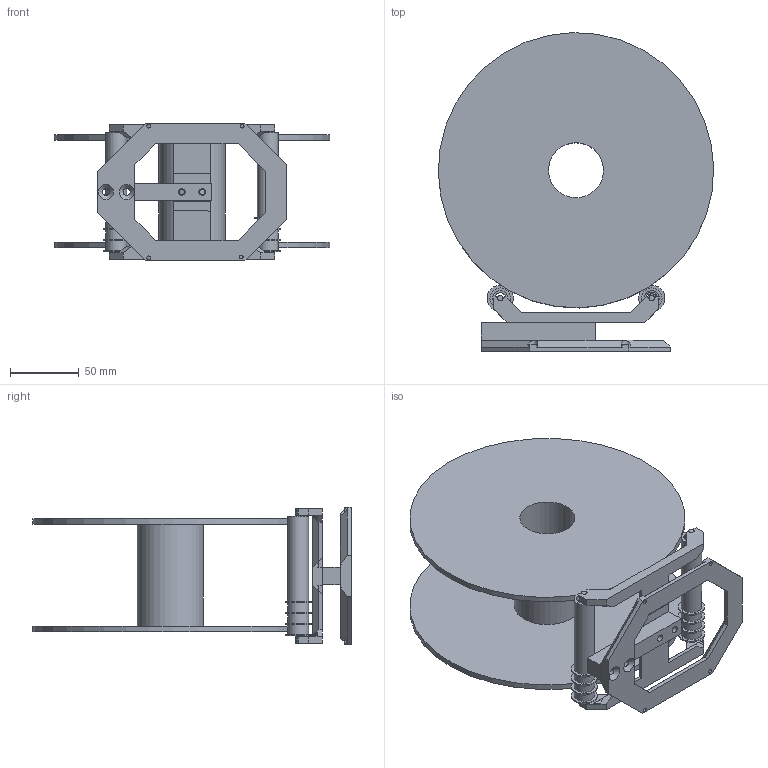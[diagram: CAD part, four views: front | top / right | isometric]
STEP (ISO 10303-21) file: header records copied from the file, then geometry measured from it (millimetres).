
FILE_DESCRIPTION(/* description */ (''),/* implementation_level */ '2;1');
FILE_NAME(/* name */ '',/* time_stamp */ '2023-08-24T15:16:05+03:00',/* author */ ('pavlu'),/* organization */ (''),/* preprocessor_version */ 'ST-DEVELOPER v19.2',/* originating_system */ 'Autodesk Inventor 2024',/* authorisation */ '');
FILE_SCHEMA (('AUTOMOTIVE_DESIGN { 1 0 10303 214 3 1 1 }'));
Length unit declared in the file: millimetre
Products named in the file (11): Весы узкие; Платформа; Датчик; Деталь17; Ось; Ось_1; Катушка мелкая; Подшипник; Подшипник_1; Rolling bearing 70000B S719/4 GB/T 292-94; Вал2
Assembly tree (12 placements, depth 3):
  Весы узкие
    Платформа
    Датчик
    Деталь17
    Ось
    Ось_1
    Катушка мелкая
    Подшипник
      Rolling bearing 70000B S719/4 GB/T 292-94
    Подшипник_1
      Rolling bearing 70000B S719/4 GB/T 292-94
    Вал2  x2
Bounding box: 199.95 x 231.42 x 100 mm (x, y, z)
Volume: 386462.1 mm3; surface area: 199879.4 mm2
Topology: 26 solids, 26 shells, 294 faces, 710 edges, 484 vertices
Faces by surface type: plane 168, cylinder 74, torus 32, sphere 12, cone 8
Full cylindrical faces by diameter (mm): 2.8 x4, 4 x6, 5 x6, 6.282 x4, 8 x2, 8.718 x2, 9.32 x2, 9.786 x2, 11 x6, 15 x8, 19 x8, 40 x1, 48 x1, 200 x2
Entity records: 7733 total; most frequent: DIRECTION 1309, CARTESIAN_POINT 1276, ORIENTED_EDGE 1164, EDGE_CURVE 582, AXIS2_PLACEMENT_3D 465, VERTEX_POINT 402, LINE 379, VECTOR 379
